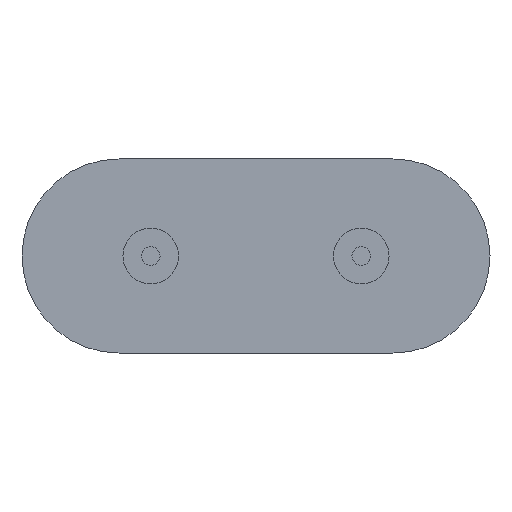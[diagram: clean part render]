
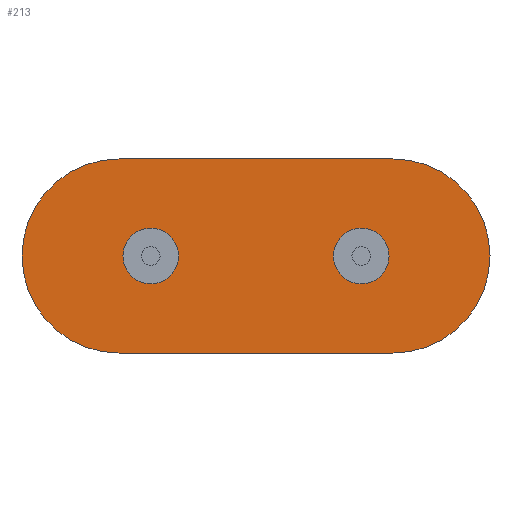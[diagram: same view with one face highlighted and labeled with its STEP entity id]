
A CAD part, front view. The second image highlights one B-rep face of the part: STEP entity #213.
In plain terms, the highlighted planar face has unit normal (0, -1, 0).
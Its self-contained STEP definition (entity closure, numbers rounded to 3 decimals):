
#4 = EDGE_CURVE ( 'NONE', #293, #281, #12, .T. ) ;
#10 = EDGE_LOOP ( 'NONE', ( #421, #32, #27, #471 ) ) ;
#11 = LINE ( 'NONE', #506, #483 ) ;
#12 = CIRCLE ( 'NONE', #177, 2.25 ) ;
#19 = CARTESIAN_POINT ( 'NONE',  ( -3.175, 0., 2.25 ) ) ;
#25 = VERTEX_POINT ( 'NONE', #264 ) ;
#27 = ORIENTED_EDGE ( 'NONE', *, *, #1116, .F. ) ;
#32 = ORIENTED_EDGE ( 'NONE', *, *, #473, .F. ) ;
#41 = VERTEX_POINT ( 'NONE', #880 ) ;
#71 = AXIS2_PLACEMENT_3D ( 'NONE', #476, #490, #152 ) ;
#72 = DIRECTION ( 'NONE',  ( 0., 1., 0. ) ) ;
#96 = EDGE_LOOP ( 'NONE', ( #906, #934 ) ) ;
#97 = EDGE_CURVE ( 'NONE', #281, #25, #346, .T. ) ;
#98 = DIRECTION ( 'NONE',  ( 0., -1., 0. ) ) ;
#109 = CARTESIAN_POINT ( 'NONE',  ( 2.44, 0., -0.645 ) ) ;
#152 = DIRECTION ( 'NONE',  ( 0., 0., -1. ) ) ;
#177 = AXIS2_PLACEMENT_3D ( 'NONE', #519, #606, #1059 ) ;
#185 = AXIS2_PLACEMENT_3D ( 'NONE', #575, #72, #671 ) ;
#188 = VECTOR ( 'NONE', #812, 1000. ) ;
#191 = EDGE_LOOP ( 'NONE', ( #697, #479 ) ) ;
#199 = VERTEX_POINT ( 'NONE', #584 ) ;
#213 = ADVANCED_FACE ( 'NONE', ( #856, #626, #833 ), #945, .F. ) ;
#235 = DIRECTION ( 'NONE',  ( 0., -1., 0. ) ) ;
#238 = DIRECTION ( 'NONE',  ( 0., -1., 0. ) ) ;
#261 = VERTEX_POINT ( 'NONE', #356 ) ;
#264 = CARTESIAN_POINT ( 'NONE',  ( 3.175, 0., 2.25 ) ) ;
#281 = VERTEX_POINT ( 'NONE', #19 ) ;
#293 = VERTEX_POINT ( 'NONE', #1057 ) ;
#336 = CARTESIAN_POINT ( 'NONE',  ( -3.175, 0., 0. ) ) ;
#346 = LINE ( 'NONE', #635, #188 ) ;
#356 = CARTESIAN_POINT ( 'NONE',  ( 3.175, 0., -2.25 ) ) ;
#367 = AXIS2_PLACEMENT_3D ( 'NONE', #393, #235, #1115 ) ;
#393 = CARTESIAN_POINT ( 'NONE',  ( -2.44, 0., 0. ) ) ;
#413 = CARTESIAN_POINT ( 'NONE',  ( -2.44, 0., 0. ) ) ;
#418 = DIRECTION ( 'NONE',  ( 0., 0., -1. ) ) ;
#421 = ORIENTED_EDGE ( 'NONE', *, *, #4, .F. ) ;
#467 = CARTESIAN_POINT ( 'NONE',  ( -2.44, 0., -0.645 ) ) ;
#471 = ORIENTED_EDGE ( 'NONE', *, *, #97, .F. ) ;
#473 = EDGE_CURVE ( 'NONE', #261, #293, #11, .T. ) ;
#476 = CARTESIAN_POINT ( 'NONE',  ( 2.44, 0., 0. ) ) ;
#479 = ORIENTED_EDGE ( 'NONE', *, *, #1051, .F. ) ;
#483 = VECTOR ( 'NONE', #1127, 1000. ) ;
#488 = CIRCLE ( 'NONE', #185, 2.25 ) ;
#490 = DIRECTION ( 'NONE',  ( 0., -1., 0. ) ) ;
#506 = CARTESIAN_POINT ( 'NONE',  ( -3.175, 0., -2.25 ) ) ;
#519 = CARTESIAN_POINT ( 'NONE',  ( -3.175, 0., 0. ) ) ;
#575 = CARTESIAN_POINT ( 'NONE',  ( 3.175, 0., 0. ) ) ;
#584 = CARTESIAN_POINT ( 'NONE',  ( -2.44, 0., 0.645 ) ) ;
#585 = CIRCLE ( 'NONE', #367, 0.645 ) ;
#606 = DIRECTION ( 'NONE',  ( 0., 1., 0. ) ) ;
#608 = EDGE_CURVE ( 'NONE', #1033, #199, #816, .T. ) ;
#626 = FACE_BOUND ( 'NONE', #96, .T. ) ;
#635 = CARTESIAN_POINT ( 'NONE',  ( -3.175, 0., 2.25 ) ) ;
#671 = DIRECTION ( 'NONE',  ( 0., 0., 1. ) ) ;
#680 = AXIS2_PLACEMENT_3D ( 'NONE', #336, #691, #1049 ) ;
#691 = DIRECTION ( 'NONE',  ( 0., 1., 0. ) ) ;
#697 = ORIENTED_EDGE ( 'NONE', *, *, #608, .F. ) ;
#740 = CIRCLE ( 'NONE', #854, 0.645 ) ;
#751 = EDGE_CURVE ( 'NONE', #895, #41, #740, .T. ) ;
#812 = DIRECTION ( 'NONE',  ( 1., 0., 0. ) ) ;
#816 = CIRCLE ( 'NONE', #1014, 0.645 ) ;
#833 = FACE_OUTER_BOUND ( 'NONE', #10, .T. ) ;
#848 = CIRCLE ( 'NONE', #71, 0.645 ) ;
#854 = AXIS2_PLACEMENT_3D ( 'NONE', #1056, #98, #418 ) ;
#856 = FACE_BOUND ( 'NONE', #191, .T. ) ;
#880 = CARTESIAN_POINT ( 'NONE',  ( 2.44, 0., 0.645 ) ) ;
#895 = VERTEX_POINT ( 'NONE', #109 ) ;
#906 = ORIENTED_EDGE ( 'NONE', *, *, #751, .F. ) ;
#934 = ORIENTED_EDGE ( 'NONE', *, *, #1061, .F. ) ;
#939 = DIRECTION ( 'NONE',  ( 0., 0., -1. ) ) ;
#945 = PLANE ( 'NONE',  #680 ) ;
#1014 = AXIS2_PLACEMENT_3D ( 'NONE', #413, #238, #939 ) ;
#1033 = VERTEX_POINT ( 'NONE', #467 ) ;
#1049 = DIRECTION ( 'NONE',  ( 0., 0., 1. ) ) ;
#1051 = EDGE_CURVE ( 'NONE', #199, #1033, #585, .T. ) ;
#1056 = CARTESIAN_POINT ( 'NONE',  ( 2.44, 0., 0. ) ) ;
#1057 = CARTESIAN_POINT ( 'NONE',  ( -3.175, 0., -2.25 ) ) ;
#1059 = DIRECTION ( 'NONE',  ( 0., 0., 1. ) ) ;
#1061 = EDGE_CURVE ( 'NONE', #41, #895, #848, .T. ) ;
#1115 = DIRECTION ( 'NONE',  ( 0., 0., -1. ) ) ;
#1116 = EDGE_CURVE ( 'NONE', #25, #261, #488, .T. ) ;
#1127 = DIRECTION ( 'NONE',  ( -1., 0., 0. ) ) ;
